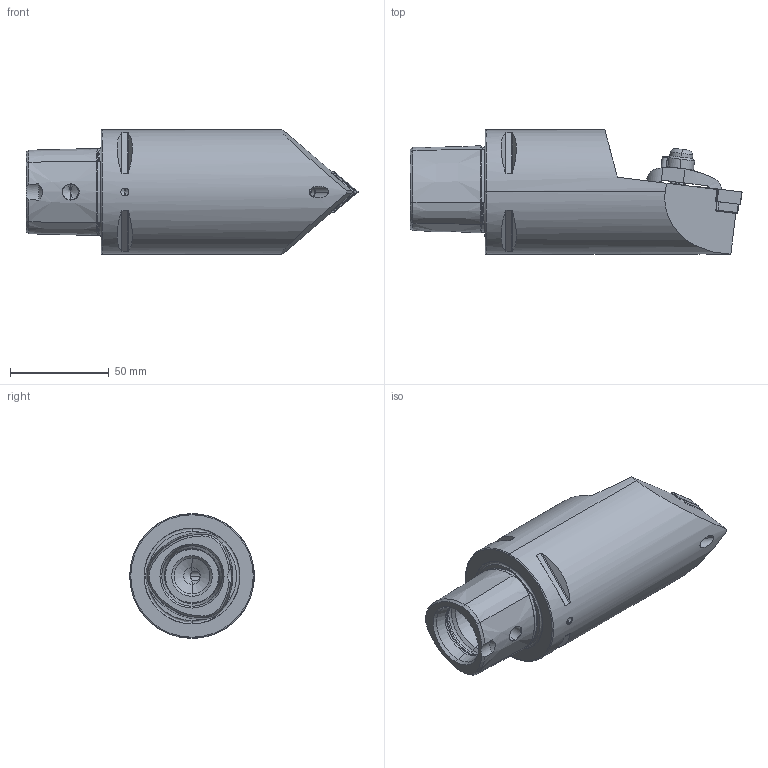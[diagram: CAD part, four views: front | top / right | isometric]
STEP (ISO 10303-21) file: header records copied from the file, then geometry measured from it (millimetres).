
FILE_DESCRIPTION (( 'STEP AP214' ), '1' );
FILE_NAME ('PS6.KCE.NMA.130.STEP', '2023-07-14T14:38:36', ( '' ), ( '' ), 'SwSTEP 2.0', 'SolidWorks 2017', '' );
FILE_SCHEMA (( 'AUTOMOTIVE_DESIGN' ));
Length unit declared in the file: millimetre
Products named in the file (11): WCE-ER2.101.004_A; WCC-ER5.102.012_B; WCC-ER4.103.032_A; WCC-ER3.102.029_C; KVT_MB_600_060; WCC-ER5.102.005_A; CNMG160604; WCE-ER2.001.012_A; PS6.KCE.NMA.130; ISO 13337 - 3 x 12_PreviewCfg; PS6-KCE.NMA.130_A
Assembly tree (10 placements, depth 2):
  PS6.KCE.NMA.130
    PS6-KCE.NMA.130_A
    WCE-ER2.101.004_A
    WCE-ER2.001.012_A
    WCC-ER3.102.029_C
    KVT_MB_600_060
    WCC-ER4.103.032_A
    WCC-ER5.102.005_A
    WCC-ER5.102.012_B
    ISO 13337 - 3 x 12_PreviewCfg
    CNMG160604
Bounding box: 168 x 63 x 63 mm (x, y, z)
Volume: 312030.7 mm3; surface area: 44973.2 mm2
Topology: 11 solids, 11 shells, 418 faces, 1003 edges, 599 vertices
Faces by surface type: cylinder 128, cone 124, plane 97, torus 55, bspline 12, sphere 2
Entity records: 13848 total; most frequent: CARTESIAN_POINT 3742, DIRECTION 2063, ORIENTED_EDGE 1964, EDGE_CURVE 982, AXIS2_PLACEMENT_3D 839, VERTEX_POINT 596, EDGE_LOOP 450, CIRCLE 420
